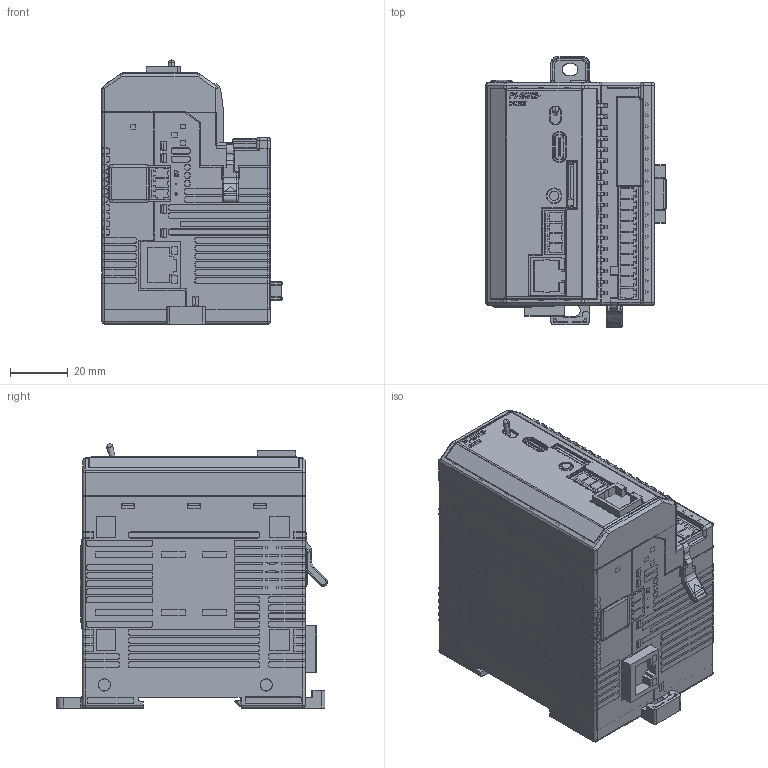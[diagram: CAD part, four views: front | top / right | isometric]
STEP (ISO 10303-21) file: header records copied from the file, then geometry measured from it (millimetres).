
FILE_DESCRIPTION (( 'STEP AP214' ), '1' );
FILE_NAME ('P1-M412-04THM.STEP', '2025-05-28T01:09:25', ( '' ), ( '' ), 'SwSTEP 2.0', 'SolidWorks 2024', '' );
FILE_SCHEMA (( 'AUTOMOTIVE_DESIGN' ));
Length unit declared in the file: inch
Products named in the file (1): P1-M412-04THM
Bounding box: 62.27 x 93.64 x 91.26 mm (x, y, z)
Volume: 34859.6 mm3; surface area: 68656.6 mm2
Topology: 25 solids, 29 shells, 3708 faces, 9768 edges, 6258 vertices
Faces by surface type: plane 2150, cylinder 901, bspline 602, cone 45, torus 10
Entity records: 126812 total; most frequent: CARTESIAN_POINT 38124, ORIENTED_EDGE 19432, DIRECTION 16880, EDGE_CURVE 9716, LINE 6464, VECTOR 6464, VERTEX_POINT 6258, AXIS2_PLACEMENT_3D 5208
